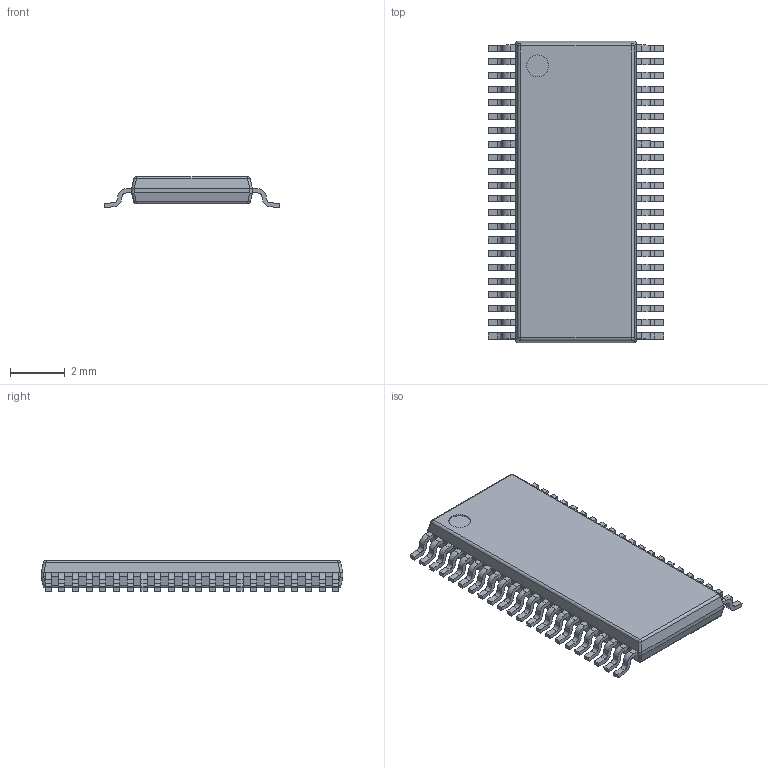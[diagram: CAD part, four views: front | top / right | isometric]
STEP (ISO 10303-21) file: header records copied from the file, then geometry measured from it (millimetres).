
FILE_DESCRIPTION((''),'2;1');
FILE_NAME('DBT0044A_ASM','2017-02-07T',('a0412086'),(''),'CREO PARAMETRIC BY PTC INC, 2016050','CREO PARAMETRIC BY PTC INC, 2016050','');
FILE_SCHEMA(('AUTOMOTIVE_DESIGN { 1 0 10303 214 1 1 1 1 }'));
Length unit declared in the file: millimetre
Products named in the file (4): BODY-TSSOP; LEAD-TSSOP; PIN1; DBT0044A_ASM
Assembly tree (46 placements, depth 2):
  DBT0044A_ASM
    BODY-TSSOP
    LEAD-TSSOP  x44
    PIN1
Bounding box: 6.4 x 11 x 1.13 mm (x, y, z)
Volume: 49 mm3; surface area: 165.9 mm2
Topology: 45 solids, 45 shells, 661 faces, 1686 edges, 1116 vertices
Faces by surface type: plane 455, cylinder 198, sphere 8
Entity records: 3571 total; most frequent: CARTESIAN_POINT 473, DIRECTION 368, ORIENTED_EDGE 276, PROPERTY_DEFINITION 191, REPRESENTATION 179, PROPERTY_DEFINITION_REPRESENTATION 179, AXIS2_PLACEMENT_3D 145, PRESENTATION_STYLE_ASSIGNMENT 140
